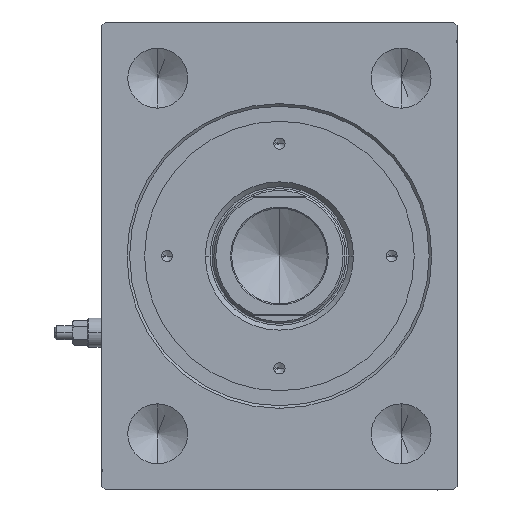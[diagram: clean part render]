
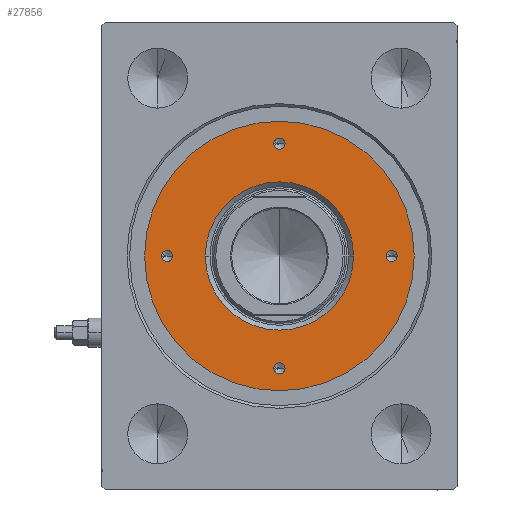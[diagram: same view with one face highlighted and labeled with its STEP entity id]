
A CAD part, left-side view. The second image highlights one B-rep face of the part: STEP entity #27856.
In plain terms, the highlighted face is planar.
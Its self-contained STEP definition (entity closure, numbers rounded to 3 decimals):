
#464 = ORIENTED_EDGE ( 'NONE', *, *, #30655, .T. ) ;
#476 = DIRECTION ( 'NONE',  ( 0., 0., 1. ) ) ;
#508 = DIRECTION ( 'NONE',  ( 1., 0., 0. ) ) ;
#719 = EDGE_CURVE ( 'NONE', #40693, #11828, #1023, .T. ) ;
#1023 = CIRCLE ( 'NONE', #43948, 36. ) ;
#1244 = CIRCLE ( 'NONE', #41248, 1.5 ) ;
#1642 = AXIS2_PLACEMENT_3D ( 'NONE', #36486, #4840, #5277 ) ;
#2169 = DIRECTION ( 'NONE',  ( 1., 0., 0. ) ) ;
#2742 = CIRCLE ( 'NONE', #29672, 1.5 ) ;
#3296 = AXIS2_PLACEMENT_3D ( 'NONE', #30968, #41211, #12963 ) ;
#3419 = ORIENTED_EDGE ( 'NONE', *, *, #15812, .F. ) ;
#3822 = VERTEX_POINT ( 'NONE', #8742 ) ;
#4149 = DIRECTION ( 'NONE',  ( 0., 0., -1. ) ) ;
#4169 = VERTEX_POINT ( 'NONE', #33473 ) ;
#4195 = EDGE_CURVE ( 'NONE', #17726, #4207, #34584, .T. ) ;
#4207 = VERTEX_POINT ( 'NONE', #5888 ) ;
#4340 = ORIENTED_EDGE ( 'NONE', *, *, #21301, .F. ) ;
#4363 = CIRCLE ( 'NONE', #32745, 1.5 ) ;
#4489 = EDGE_LOOP ( 'NONE', ( #35942, #464 ) ) ;
#4618 = EDGE_LOOP ( 'NONE', ( #35932, #17393 ) ) ;
#4840 = DIRECTION ( 'NONE',  ( 0., 0., 1. ) ) ;
#5277 = DIRECTION ( 'NONE',  ( 1., 0., 0. ) ) ;
#5888 = CARTESIAN_POINT ( 'NONE',  ( -28.5, 0., 14. ) ) ;
#7018 = CIRCLE ( 'NONE', #26688, 1.5 ) ;
#7320 = DIRECTION ( 'NONE',  ( 1., 0., 0. ) ) ;
#7393 = CARTESIAN_POINT ( 'NONE',  ( 0., 30., 14. ) ) ;
#7538 = DIRECTION ( 'NONE',  ( 0., 0., 1. ) ) ;
#7633 = EDGE_LOOP ( 'NONE', ( #4340, #3419 ) ) ;
#8326 = CARTESIAN_POINT ( 'NONE',  ( 28.5, 0., 14. ) ) ;
#8742 = CARTESIAN_POINT ( 'NONE',  ( -1.5, -30., 14. ) ) ;
#8942 = DIRECTION ( 'NONE',  ( 0., 0., -1. ) ) ;
#10314 = VERTEX_POINT ( 'NONE', #31206 ) ;
#11160 = CIRCLE ( 'NONE', #22815, 36. ) ;
#11560 = CARTESIAN_POINT ( 'NONE',  ( 0., 30., 14. ) ) ;
#11565 = EDGE_CURVE ( 'NONE', #4207, #17726, #4363, .T. ) ;
#11776 = DIRECTION ( 'NONE',  ( 1., 0., 0. ) ) ;
#11828 = VERTEX_POINT ( 'NONE', #21174 ) ;
#12963 = DIRECTION ( 'NONE',  ( 1., 0., 0. ) ) ;
#13935 = FACE_OUTER_BOUND ( 'NONE', #4489, .T. ) ;
#13949 = CARTESIAN_POINT ( 'NONE',  ( 0., -30., 14. ) ) ;
#14177 = DIRECTION ( 'NONE',  ( 0., 0., 1. ) ) ;
#14242 = ORIENTED_EDGE ( 'NONE', *, *, #26611, .F. ) ;
#14633 = CARTESIAN_POINT ( 'NONE',  ( 19.8, 0., 14. ) ) ;
#15282 = CARTESIAN_POINT ( 'NONE',  ( -1.5, 30., 14. ) ) ;
#15812 = EDGE_CURVE ( 'NONE', #3822, #24687, #40213, .T. ) ;
#16004 = EDGE_CURVE ( 'NONE', #17060, #4169, #41681, .T. ) ;
#16689 = EDGE_CURVE ( 'NONE', #21499, #10314, #18442, .T. ) ;
#16783 = CARTESIAN_POINT ( 'NONE',  ( 1.5, -30., 14. ) ) ;
#17060 = VERTEX_POINT ( 'NONE', #15282 ) ;
#17373 = PLANE ( 'NONE',  #25645 ) ;
#17393 = ORIENTED_EDGE ( 'NONE', *, *, #16004, .F. ) ;
#17595 = CARTESIAN_POINT ( 'NONE',  ( 0., 0., 14. ) ) ;
#17726 = VERTEX_POINT ( 'NONE', #36344 ) ;
#18442 = CIRCLE ( 'NONE', #27896, 19.8 ) ;
#18596 = DIRECTION ( 'NONE',  ( 0., 0., 1. ) ) ;
#19037 = CARTESIAN_POINT ( 'NONE',  ( 30., 0., 14. ) ) ;
#19496 = ORIENTED_EDGE ( 'NONE', *, *, #42129, .F. ) ;
#20136 = CIRCLE ( 'NONE', #33212, 19.8 ) ;
#20958 = EDGE_LOOP ( 'NONE', ( #19496, #14242 ) ) ;
#21174 = CARTESIAN_POINT ( 'NONE',  ( 36., 0., 14. ) ) ;
#21301 = EDGE_CURVE ( 'NONE', #24687, #3822, #2742, .T. ) ;
#21499 = VERTEX_POINT ( 'NONE', #14633 ) ;
#22099 = DIRECTION ( 'NONE',  ( 0., 0., 1. ) ) ;
#22214 = ORIENTED_EDGE ( 'NONE', *, *, #4195, .F. ) ;
#22316 = DIRECTION ( 'NONE',  ( 1., 0., 0. ) ) ;
#22651 = DIRECTION ( 'NONE',  ( 0., 0., 1. ) ) ;
#22815 = AXIS2_PLACEMENT_3D ( 'NONE', #44540, #34067, #2169 ) ;
#24210 = FACE_BOUND ( 'NONE', #7633, .T. ) ;
#24289 = DIRECTION ( 'NONE',  ( 0., 0., 1. ) ) ;
#24638 = CARTESIAN_POINT ( 'NONE',  ( -30., 0., 14. ) ) ;
#24687 = VERTEX_POINT ( 'NONE', #16783 ) ;
#24880 = FACE_BOUND ( 'NONE', #26162, .T. ) ;
#25645 = AXIS2_PLACEMENT_3D ( 'NONE', #17595, #7538, #7320 ) ;
#25831 = DIRECTION ( 'NONE',  ( 1., 0., 0. ) ) ;
#26162 = EDGE_LOOP ( 'NONE', ( #42681, #30761 ) ) ;
#26611 = EDGE_CURVE ( 'NONE', #41450, #41428, #34890, .T. ) ;
#26688 = AXIS2_PLACEMENT_3D ( 'NONE', #39611, #22099, #22316 ) ;
#27856 = ADVANCED_FACE ( 'NONE', ( #31056, #44940, #38760, #24210, #24880, #13935 ), #17373, .T. ) ;
#27896 = AXIS2_PLACEMENT_3D ( 'NONE', #29464, #8942, #25831 ) ;
#29464 = CARTESIAN_POINT ( 'NONE',  ( 0., 0., 14. ) ) ;
#29530 = CARTESIAN_POINT ( 'NONE',  ( 31.5, 0., 14. ) ) ;
#29672 = AXIS2_PLACEMENT_3D ( 'NONE', #13949, #14177, #508 ) ;
#30655 = EDGE_CURVE ( 'NONE', #11828, #40693, #11160, .T. ) ;
#30761 = ORIENTED_EDGE ( 'NONE', *, *, #41861, .T. ) ;
#30968 = CARTESIAN_POINT ( 'NONE',  ( -30., 0., 14. ) ) ;
#31056 = FACE_BOUND ( 'NONE', #33535, .T. ) ;
#31206 = CARTESIAN_POINT ( 'NONE',  ( -19.8, 0., 14. ) ) ;
#31351 = DIRECTION ( 'NONE',  ( 1., 0., 0. ) ) ;
#31835 = CARTESIAN_POINT ( 'NONE',  ( 0., 0., 14. ) ) ;
#32745 = AXIS2_PLACEMENT_3D ( 'NONE', #24638, #476, #41714 ) ;
#33212 = AXIS2_PLACEMENT_3D ( 'NONE', #35354, #4149, #41524 ) ;
#33473 = CARTESIAN_POINT ( 'NONE',  ( 1.5, 30., 14. ) ) ;
#33535 = EDGE_LOOP ( 'NONE', ( #44968, #22214 ) ) ;
#34067 = DIRECTION ( 'NONE',  ( 0., 0., 1. ) ) ;
#34584 = CIRCLE ( 'NONE', #3296, 1.5 ) ;
#34890 = CIRCLE ( 'NONE', #40722, 1.5 ) ;
#35354 = CARTESIAN_POINT ( 'NONE',  ( 0., 0., 14. ) ) ;
#35932 = ORIENTED_EDGE ( 'NONE', *, *, #43421, .F. ) ;
#35942 = ORIENTED_EDGE ( 'NONE', *, *, #719, .T. ) ;
#36344 = CARTESIAN_POINT ( 'NONE',  ( -31.5, 0., 14. ) ) ;
#36486 = CARTESIAN_POINT ( 'NONE',  ( 0., -30., 14. ) ) ;
#37505 = CARTESIAN_POINT ( 'NONE',  ( -36., 0., 14. ) ) ;
#38681 = DIRECTION ( 'NONE',  ( 0., 0., 1. ) ) ;
#38751 = AXIS2_PLACEMENT_3D ( 'NONE', #11560, #38681, #11776 ) ;
#38760 = FACE_BOUND ( 'NONE', #20958, .T. ) ;
#39309 = DIRECTION ( 'NONE',  ( 1., 0., 0. ) ) ;
#39611 = CARTESIAN_POINT ( 'NONE',  ( 30., 0., 14. ) ) ;
#39955 = DIRECTION ( 'NONE',  ( 1., 0., 0. ) ) ;
#40213 = CIRCLE ( 'NONE', #1642, 1.5 ) ;
#40693 = VERTEX_POINT ( 'NONE', #37505 ) ;
#40722 = AXIS2_PLACEMENT_3D ( 'NONE', #19037, #18596, #39309 ) ;
#41211 = DIRECTION ( 'NONE',  ( 0., 0., 1. ) ) ;
#41248 = AXIS2_PLACEMENT_3D ( 'NONE', #7393, #24289, #31351 ) ;
#41428 = VERTEX_POINT ( 'NONE', #29530 ) ;
#41450 = VERTEX_POINT ( 'NONE', #8326 ) ;
#41524 = DIRECTION ( 'NONE',  ( 1., 0., 0. ) ) ;
#41681 = CIRCLE ( 'NONE', #38751, 1.5 ) ;
#41714 = DIRECTION ( 'NONE',  ( 1., 0., 0. ) ) ;
#41861 = EDGE_CURVE ( 'NONE', #10314, #21499, #20136, .T. ) ;
#42129 = EDGE_CURVE ( 'NONE', #41428, #41450, #7018, .T. ) ;
#42681 = ORIENTED_EDGE ( 'NONE', *, *, #16689, .T. ) ;
#43421 = EDGE_CURVE ( 'NONE', #4169, #17060, #1244, .T. ) ;
#43948 = AXIS2_PLACEMENT_3D ( 'NONE', #31835, #22651, #39955 ) ;
#44540 = CARTESIAN_POINT ( 'NONE',  ( 0., 0., 14. ) ) ;
#44940 = FACE_BOUND ( 'NONE', #4618, .T. ) ;
#44968 = ORIENTED_EDGE ( 'NONE', *, *, #11565, .F. ) ;
